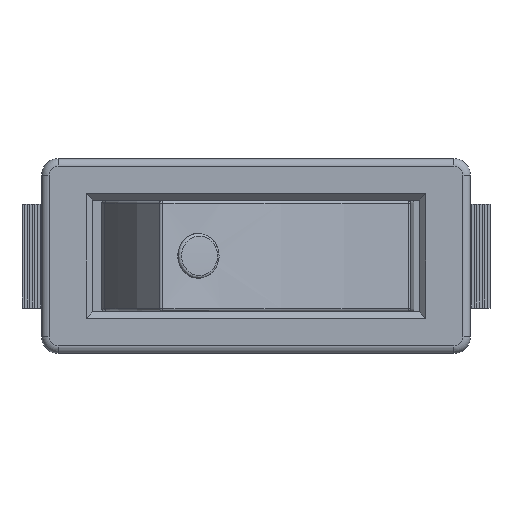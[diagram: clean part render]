
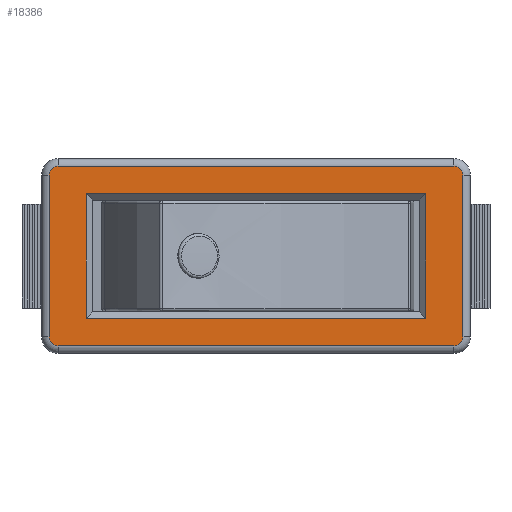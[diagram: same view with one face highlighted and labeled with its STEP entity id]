
A CAD part, top view. The second image highlights one B-rep face of the part: STEP entity #18386.
In plain terms, the highlighted planar face has unit normal (0, 0, 1).
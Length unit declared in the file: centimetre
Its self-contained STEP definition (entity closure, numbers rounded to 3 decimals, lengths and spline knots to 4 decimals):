
#1107=FACE_BOUND('',#3170,.T.);
#2084=FACE_OUTER_BOUND('',#3169,.T.);
#3169=EDGE_LOOP('',(#16630,#16631,#16632,#16633,#16634,#16635,#16636,#16637));
#3170=EDGE_LOOP('',(#16638,#16639,#16640,#16641));
#3333=CIRCLE('',#19223,0.07);
#3334=CIRCLE('',#19224,0.07);
#3335=CIRCLE('',#19225,0.07);
#3336=CIRCLE('',#19226,0.07);
#5192=LINE('',#32127,#7073);
#5196=LINE('',#32134,#7077);
#5199=LINE('',#32140,#7080);
#5201=LINE('',#32143,#7082);
#5207=LINE('',#32157,#7088);
#5208=LINE('',#32161,#7089);
#5209=LINE('',#32165,#7090);
#5210=LINE('',#32169,#7091);
#7073=VECTOR('',#22691,1.);
#7077=VECTOR('',#22697,1.);
#7080=VECTOR('',#22702,1.);
#7082=VECTOR('',#22706,1.);
#7088=VECTOR('',#22718,1.);
#7089=VECTOR('',#22721,1.);
#7090=VECTOR('',#22724,1.);
#7091=VECTOR('',#22727,1.);
#8829=VERTEX_POINT('',#32124);
#8830=VERTEX_POINT('',#32126);
#8832=VERTEX_POINT('',#32132);
#8834=VERTEX_POINT('',#32138);
#8838=VERTEX_POINT('',#32155);
#8839=VERTEX_POINT('',#32156);
#8840=VERTEX_POINT('',#32158);
#8841=VERTEX_POINT('',#32160);
#8842=VERTEX_POINT('',#32162);
#8843=VERTEX_POINT('',#32164);
#8844=VERTEX_POINT('',#32166);
#8845=VERTEX_POINT('',#32168);
#11449=EDGE_CURVE('',#8829,#8830,#5192,.T.);
#11453=EDGE_CURVE('',#8832,#8829,#5196,.T.);
#11456=EDGE_CURVE('',#8834,#8832,#5199,.T.);
#11458=EDGE_CURVE('',#8830,#8834,#5201,.T.);
#11464=EDGE_CURVE('',#8838,#8839,#5207,.T.);
#11465=EDGE_CURVE('',#8840,#8838,#3333,.T.);
#11466=EDGE_CURVE('',#8841,#8840,#5208,.T.);
#11467=EDGE_CURVE('',#8842,#8841,#3334,.T.);
#11468=EDGE_CURVE('',#8843,#8842,#5209,.T.);
#11469=EDGE_CURVE('',#8844,#8843,#3335,.T.);
#11470=EDGE_CURVE('',#8845,#8844,#5210,.T.);
#11471=EDGE_CURVE('',#8839,#8845,#3336,.T.);
#16630=ORIENTED_EDGE('',*,*,#11464,.F.);
#16631=ORIENTED_EDGE('',*,*,#11465,.F.);
#16632=ORIENTED_EDGE('',*,*,#11466,.F.);
#16633=ORIENTED_EDGE('',*,*,#11467,.F.);
#16634=ORIENTED_EDGE('',*,*,#11468,.F.);
#16635=ORIENTED_EDGE('',*,*,#11469,.F.);
#16636=ORIENTED_EDGE('',*,*,#11470,.F.);
#16637=ORIENTED_EDGE('',*,*,#11471,.F.);
#16638=ORIENTED_EDGE('',*,*,#11449,.F.);
#16639=ORIENTED_EDGE('',*,*,#11453,.F.);
#16640=ORIENTED_EDGE('',*,*,#11456,.F.);
#16641=ORIENTED_EDGE('',*,*,#11458,.F.);
#17406=PLANE('',#19222);
#18386=ADVANCED_FACE('',(#2084,#1107),#17406,.T.);
#19222=AXIS2_PLACEMENT_3D('',#32154,#22716,#22717);
#19223=AXIS2_PLACEMENT_3D('',#32159,#22719,#22720);
#19224=AXIS2_PLACEMENT_3D('',#32163,#22722,#22723);
#19225=AXIS2_PLACEMENT_3D('',#32167,#22725,#22726);
#19226=AXIS2_PLACEMENT_3D('',#32170,#22728,#22729);
#22691=DIRECTION('',(1.,0.,0.));
#22697=DIRECTION('',(0.,-1.,0.));
#22702=DIRECTION('',(-1.,0.,0.));
#22706=DIRECTION('',(0.,1.,0.));
#22716=DIRECTION('center_axis',(0.,0.,
1.));
#22717=DIRECTION('ref_axis',(1.,0.,0.));
#22718=DIRECTION('',(0.,1.,0.));
#22719=DIRECTION('center_axis',(0.,0.,
-1.));
#22720=DIRECTION('ref_axis',(-0.707,-0.707,0.));
#22721=DIRECTION('',(-1.,0.,0.));
#22722=DIRECTION('center_axis',(0.,0.,
-1.));
#22723=DIRECTION('ref_axis',(0.707,-0.707,0.));
#22724=DIRECTION('',(0.,-1.,0.));
#22725=DIRECTION('center_axis',(0.,0.,
-1.));
#22726=DIRECTION('ref_axis',(0.707,0.707,0.));
#22727=DIRECTION('',(1.,0.,0.));
#22728=DIRECTION('center_axis',(0.,0.,
-1.));
#22729=DIRECTION('ref_axis',(-0.707,0.707,0.));
#32124=CARTESIAN_POINT('',(-1.305,-0.48,1.9));
#32126=CARTESIAN_POINT('',(1.305,-0.48,1.9));
#32127=CARTESIAN_POINT('',(0.6775,-0.48,1.9));
#32132=CARTESIAN_POINT('',(-1.305,0.48,1.9));
#32134=CARTESIAN_POINT('',(-1.305,-0.265,1.9));
#32138=CARTESIAN_POINT('',(1.305,0.48,1.9));
#32140=CARTESIAN_POINT('',(-0.6775,0.48,1.9));
#32143=CARTESIAN_POINT('',(1.305,0.265,1.9));
#32154=CARTESIAN_POINT('Origin',(0.,0.,
1.9));
#32155=CARTESIAN_POINT('',(-1.59,-0.62,1.9));
#32156=CARTESIAN_POINT('',(-1.59,0.62,1.9));
#32157=CARTESIAN_POINT('',(-1.59,-0.31,1.9));
#32158=CARTESIAN_POINT('',(-1.52,-0.69,1.9));
#32159=CARTESIAN_POINT('Origin',(-1.52,-0.62,1.9));
#32160=CARTESIAN_POINT('',(1.52,-0.69,1.9));
#32161=CARTESIAN_POINT('',(0.76,-0.69,1.9));
#32162=CARTESIAN_POINT('',(1.59,-0.62,1.9));
#32163=CARTESIAN_POINT('Origin',(1.52,-0.62,1.9));
#32164=CARTESIAN_POINT('',(1.59,0.62,1.9));
#32165=CARTESIAN_POINT('',(1.59,0.31,1.9));
#32166=CARTESIAN_POINT('',(1.52,0.69,1.9));
#32167=CARTESIAN_POINT('Origin',(1.52,0.62,1.9));
#32168=CARTESIAN_POINT('',(-1.52,0.69,1.9));
#32169=CARTESIAN_POINT('',(-0.76,0.69,1.9));
#32170=CARTESIAN_POINT('Origin',(-1.52,0.62,1.9));
